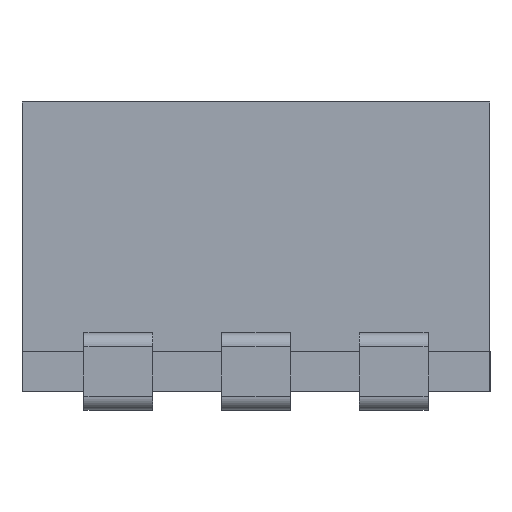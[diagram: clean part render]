
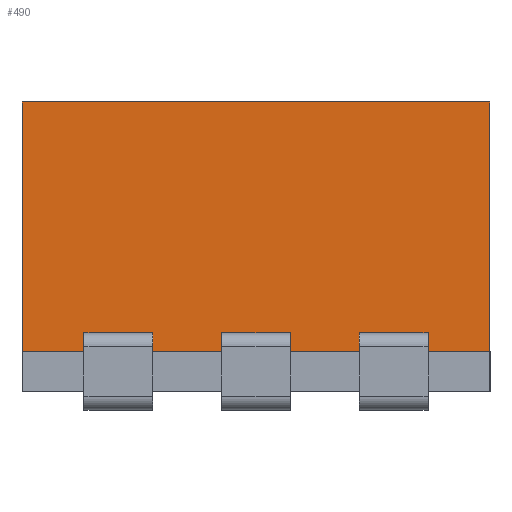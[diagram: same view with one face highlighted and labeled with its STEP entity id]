
A CAD part, left-side view. The second image highlights one B-rep face of the part: STEP entity #490.
In plain terms, the highlighted planar face has unit normal (-1, 0, 0).
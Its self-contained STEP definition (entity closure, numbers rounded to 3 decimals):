
#263=CARTESIAN_POINT('',(-2.725,4.318,5.684));
#264=VERTEX_POINT('',#263);
#271=CARTESIAN_POINT('',(-2.725,-4.318,5.684));
#272=VERTEX_POINT('',#271);
#273=CARTESIAN_POINT('',(-2.725,-4.318,5.684));
#274=DIRECTION('',(0.0,1.0,0.0));
#275=VECTOR('',#274,8.636);
#276=LINE('',#273,#275);
#277=EDGE_CURVE('',#272,#264,#276,.T.);
#297=CARTESIAN_POINT('',(-2.725,4.318,1.084));
#298=VERTEX_POINT('',#297);
#299=CARTESIAN_POINT('',(-2.725,4.318,5.684));
#300=DIRECTION('',(0.0,0.0,-1.0));
#301=VECTOR('',#300,4.6);
#302=LINE('',#299,#301);
#303=EDGE_CURVE('',#264,#298,#302,.T.);
#362=CARTESIAN_POINT('',(-2.725,-4.318,1.084));
#363=VERTEX_POINT('',#362);
#409=CARTESIAN_POINT('',(-2.725,-4.318,5.684));
#410=DIRECTION('',(0.0,0.0,-1.0));
#411=VECTOR('',#410,4.6);
#412=LINE('',#409,#411);
#413=EDGE_CURVE('',#272,#363,#412,.T.);
#474=CARTESIAN_POINT('',(-2.725,-4.296,0.887));
#475=DIRECTION('',(1.0,0.0,0.0));
#476=DIRECTION('',(0.0,1.0,0.0));
#477=AXIS2_PLACEMENT_3D('',#474,#475,#476);
#478=PLANE('',#477);
#479=ORIENTED_EDGE('',*,*,#303,.T.);
#480=CARTESIAN_POINT('',(-2.725,4.318,1.084));
#481=DIRECTION('',(0.0,-1.0,0.0));
#482=VECTOR('',#481,8.636);
#483=LINE('',#480,#482);
#484=EDGE_CURVE('',#298,#363,#483,.T.);
#485=ORIENTED_EDGE('',*,*,#484,.T.);
#486=ORIENTED_EDGE('',*,*,#413,.F.);
#487=ORIENTED_EDGE('',*,*,#277,.T.);
#488=EDGE_LOOP('',(#479,#485,#486,#487));
#489=FACE_OUTER_BOUND('',#488,.T.);
#490=ADVANCED_FACE('',(#489),#478,.F.);
